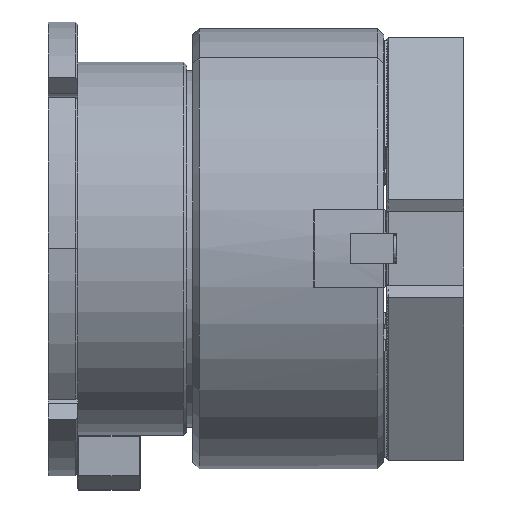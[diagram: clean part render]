
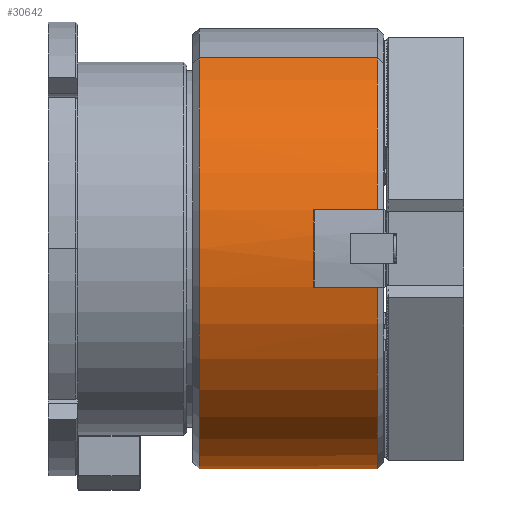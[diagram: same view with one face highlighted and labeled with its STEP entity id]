
A CAD part, top view. The second image highlights one B-rep face of the part: STEP entity #30642.
In plain terms, the highlighted cylindrical face has radius 105 mm (diameter 210 mm), a partial arc.
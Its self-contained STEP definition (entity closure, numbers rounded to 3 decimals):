
#340 = VERTEX_POINT ( 'NONE', #27763 ) ;
#1637 = AXIS2_PLACEMENT_3D ( 'NONE', #20739, #47355, #24583 ) ;
#1745 = DIRECTION ( 'NONE',  ( 0., 1., 0. ) ) ;
#2387 = VERTEX_POINT ( 'NONE', #11713 ) ;
#4162 = CARTESIAN_POINT ( 'NONE',  ( -33.3, -67.7, -80.26 ) ) ;
#5357 = CARTESIAN_POINT ( 'NONE',  ( -3., -67.7, -80.26 ) ) ;
#5580 = DIRECTION ( 'NONE',  ( 1., 0., 0. ) ) ;
#5781 = CIRCLE ( 'NONE', #44819, 105. ) ;
#5838 = DIRECTION ( 'NONE',  ( -1., 0., 0. ) ) ;
#7307 = AXIS2_PLACEMENT_3D ( 'NONE', #28042, #5580, #1745 ) ;
#8022 = DIRECTION ( 'NONE',  ( 1., 0., 0. ) ) ;
#10023 = ORIENTED_EDGE ( 'NONE', *, *, #43345, .F. ) ;
#10111 = EDGE_CURVE ( 'NONE', #28241, #17415, #27874, .T. ) ;
#10433 = ORIENTED_EDGE ( 'NONE', *, *, #23924, .T. ) ;
#11305 = VECTOR ( 'NONE', #25587, 1000. ) ;
#11352 = DIRECTION ( 'NONE',  ( -1., 0., 0. ) ) ;
#11713 = CARTESIAN_POINT ( 'NONE',  ( -88., -105., 0. ) ) ;
#12967 = CARTESIAN_POINT ( 'NONE',  ( -33.3, 103.357, -18.5 ) ) ;
#13932 = ORIENTED_EDGE ( 'NONE', *, *, #33452, .T. ) ;
#15126 = ORIENTED_EDGE ( 'NONE', *, *, #25606, .T. ) ;
#17140 = DIRECTION ( 'NONE',  ( 1., 0., 0. ) ) ;
#17415 = VERTEX_POINT ( 'NONE', #4162 ) ;
#17579 = VERTEX_POINT ( 'NONE', #12967 ) ;
#17592 = DIRECTION ( 'NONE',  ( 1., 0., 0. ) ) ;
#18869 = CARTESIAN_POINT ( 'NONE',  ( -33.3, 105., 0. ) ) ;
#18900 = VECTOR ( 'NONE', #44252, 1000. ) ;
#19614 = EDGE_LOOP ( 'NONE', ( #10023, #10433, #33024, #28275, #13932, #42215, #15126, #33977, #26630, #34732 ) ) ;
#19767 = CARTESIAN_POINT ( 'NONE',  ( -3., 0., 0. ) ) ;
#20094 = AXIS2_PLACEMENT_3D ( 'NONE', #40406, #17592, #44229 ) ;
#20100 = LINE ( 'NONE', #40425, #18900 ) ;
#20739 = CARTESIAN_POINT ( 'NONE',  ( -33.3, 0., 0. ) ) ;
#20901 = CYLINDRICAL_SURFACE ( 'NONE', #7307, 105. ) ;
#21139 = EDGE_CURVE ( 'NONE', #41460, #17579, #47107, .T. ) ;
#21207 = EDGE_CURVE ( 'NONE', #23293, #44958, #24497, .T. ) ;
#23274 = CIRCLE ( 'NONE', #20094, 105. ) ;
#23293 = VERTEX_POINT ( 'NONE', #23840 ) ;
#23621 = DIRECTION ( 'NONE',  ( 0., 1., 0. ) ) ;
#23830 = AXIS2_PLACEMENT_3D ( 'NONE', #34092, #11352, #37928 ) ;
#23840 = CARTESIAN_POINT ( 'NONE',  ( -3., -105., 0. ) ) ;
#23924 = EDGE_CURVE ( 'NONE', #2387, #42542, #23274, .T. ) ;
#24497 = CIRCLE ( 'NONE', #44224, 105. ) ;
#24583 = DIRECTION ( 'NONE',  ( 0., 1., 0. ) ) ;
#25587 = DIRECTION ( 'NONE',  ( 1., 0., 0. ) ) ;
#25606 = EDGE_CURVE ( 'NONE', #27160, #28241, #43415, .T. ) ;
#26369 = VECTOR ( 'NONE', #33587, 1000. ) ;
#26630 = ORIENTED_EDGE ( 'NONE', *, *, #39655, .T. ) ;
#26988 = VECTOR ( 'NONE', #17140, 1000. ) ;
#27160 = VERTEX_POINT ( 'NONE', #32617 ) ;
#27763 = CARTESIAN_POINT ( 'NONE',  ( -3., 103.357, -18.5 ) ) ;
#27874 = CIRCLE ( 'NONE', #1637, 105. ) ;
#28042 = CARTESIAN_POINT ( 'NONE',  ( 0., 0., 0. ) ) ;
#28241 = VERTEX_POINT ( 'NONE', #39507 ) ;
#28275 = ORIENTED_EDGE ( 'NONE', *, *, #21139, .T. ) ;
#29768 = EDGE_CURVE ( 'NONE', #42542, #41460, #40039, .T. ) ;
#29790 = CARTESIAN_POINT ( 'NONE',  ( 0., 105., 0. ) ) ;
#30642 = ADVANCED_FACE ( 'NONE', ( #41140 ), #20901, .T. ) ;
#30819 = CARTESIAN_POINT ( 'NONE',  ( -3., 0., 0. ) ) ;
#32617 = CARTESIAN_POINT ( 'NONE',  ( -3., -35.657, -98.76 ) ) ;
#33024 = ORIENTED_EDGE ( 'NONE', *, *, #29768, .T. ) ;
#33291 = VECTOR ( 'NONE', #5838, 1000. ) ;
#33452 = EDGE_CURVE ( 'NONE', #17579, #340, #20100, .T. ) ;
#33587 = DIRECTION ( 'NONE',  ( 1., 0., 0. ) ) ;
#33977 = ORIENTED_EDGE ( 'NONE', *, *, #10111, .T. ) ;
#34054 = CARTESIAN_POINT ( 'NONE',  ( -88., 105., 0. ) ) ;
#34092 = CARTESIAN_POINT ( 'NONE',  ( -33.3, 0., 0. ) ) ;
#34579 = DIRECTION ( 'NONE',  ( 0., 1., 0. ) ) ;
#34732 = ORIENTED_EDGE ( 'NONE', *, *, #21207, .F. ) ;
#37928 = DIRECTION ( 'NONE',  ( 0., 0., -1. ) ) ;
#38301 = LINE ( 'NONE', #43933, #26988 ) ;
#39507 = CARTESIAN_POINT ( 'NONE',  ( -33.3, -35.657, -98.76 ) ) ;
#39655 = EDGE_CURVE ( 'NONE', #17415, #44958, #41644, .T. ) ;
#40039 = LINE ( 'NONE', #29790, #26369 ) ;
#40406 = CARTESIAN_POINT ( 'NONE',  ( -88., 0., 0. ) ) ;
#40425 = CARTESIAN_POINT ( 'NONE',  ( 0., 103.357, -18.5 ) ) ;
#41140 = FACE_OUTER_BOUND ( 'NONE', #19614, .T. ) ;
#41460 = VERTEX_POINT ( 'NONE', #18869 ) ;
#41644 = LINE ( 'NONE', #48360, #11305 ) ;
#42215 = ORIENTED_EDGE ( 'NONE', *, *, #47955, .F. ) ;
#42542 = VERTEX_POINT ( 'NONE', #34054 ) ;
#43345 = EDGE_CURVE ( 'NONE', #2387, #23293, #38301, .T. ) ;
#43415 = LINE ( 'NONE', #43753, #33291 ) ;
#43753 = CARTESIAN_POINT ( 'NONE',  ( 0., -35.657, -98.76 ) ) ;
#43933 = CARTESIAN_POINT ( 'NONE',  ( 0., -105., 0. ) ) ;
#44224 = AXIS2_PLACEMENT_3D ( 'NONE', #30819, #8022, #34579 ) ;
#44229 = DIRECTION ( 'NONE',  ( 0., 1., 0. ) ) ;
#44252 = DIRECTION ( 'NONE',  ( 1., 0., 0. ) ) ;
#44819 = AXIS2_PLACEMENT_3D ( 'NONE', #19767, #46399, #23621 ) ;
#44958 = VERTEX_POINT ( 'NONE', #5357 ) ;
#46399 = DIRECTION ( 'NONE',  ( 1., 0., 0. ) ) ;
#47107 = CIRCLE ( 'NONE', #23830, 105. ) ;
#47355 = DIRECTION ( 'NONE',  ( -1., 0., 0. ) ) ;
#47955 = EDGE_CURVE ( 'NONE', #27160, #340, #5781, .T. ) ;
#48360 = CARTESIAN_POINT ( 'NONE',  ( 0., -67.7, -80.26 ) ) ;
